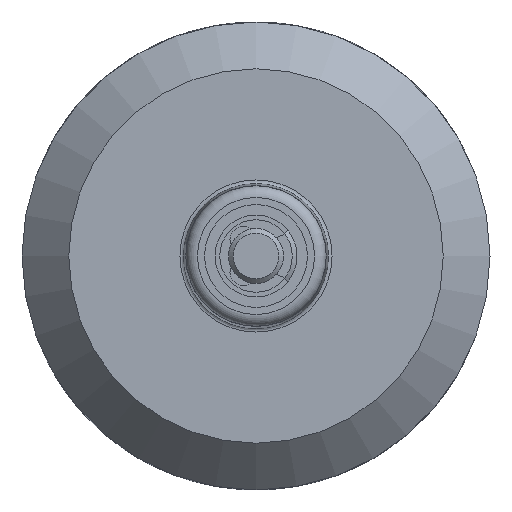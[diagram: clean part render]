
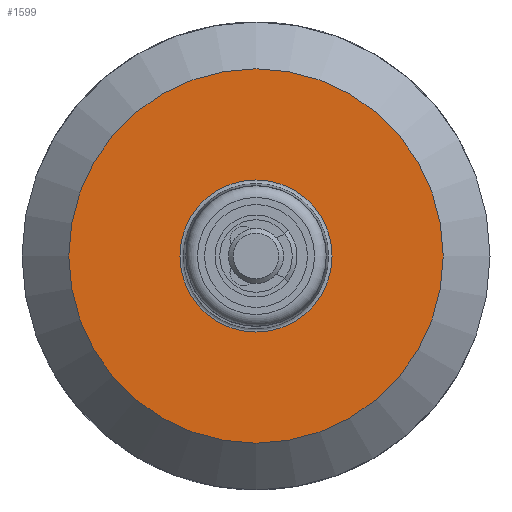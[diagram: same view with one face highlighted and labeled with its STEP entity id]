
A CAD part, left-side view. The second image highlights one B-rep face of the part: STEP entity #1599.
In plain terms, the highlighted planar face has unit normal (-1, 0, 0).
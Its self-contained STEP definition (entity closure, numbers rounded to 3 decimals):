
#1599 = ADVANCED_FACE( '', ( #3338, #3339 ), #3340, .F. );
#3338 = FACE_OUTER_BOUND( '', #6562, .T. );
#3339 = FACE_BOUND( '', #6563, .T. );
#3340 = PLANE( '', #6564 );
#6562 = EDGE_LOOP( '', ( #10465 ) );
#6563 = EDGE_LOOP( '', ( #10466 ) );
#6564 = AXIS2_PLACEMENT_3D( '', #10467, #10468, #10469 );
#10465 = ORIENTED_EDGE( '', *, *, #14387, .T. );
#10466 = ORIENTED_EDGE( '', *, *, #14142, .F. );
#10467 = CARTESIAN_POINT( '', ( -30., 0., 10. ) );
#10468 = DIRECTION( '', ( 1., 0., 0. ) );
#10469 = DIRECTION( '', ( 0., 0., -1. ) );
#14142 = EDGE_CURVE( '', #17424, #17424, #17425, .T. );
#14387 = EDGE_CURVE( '', #17805, #17805, #17806, .F. );
#17424 = VERTEX_POINT( '', #22107 );
#17425 = CIRCLE( '', #22108, 3.25 );
#17805 = VERTEX_POINT( '', #22794 );
#17806 = CIRCLE( '', #22795, 8. );
#22107 = CARTESIAN_POINT( '', ( -30., 0., 3.25 ) );
#22108 = AXIS2_PLACEMENT_3D( '', #26909, #26910, #26911 );
#22794 = CARTESIAN_POINT( '', ( -30., 0., -8. ) );
#22795 = AXIS2_PLACEMENT_3D( '', #27103, #27104, #27105 );
#26909 = CARTESIAN_POINT( '', ( -30., 0., 0. ) );
#26910 = DIRECTION( '', ( -1., 0., 0. ) );
#26911 = DIRECTION( '', ( 0., 0., 1. ) );
#27103 = CARTESIAN_POINT( '', ( -30., 0., 0. ) );
#27104 = DIRECTION( '', ( 1., 0., 0. ) );
#27105 = DIRECTION( '', ( 0., 0., -1. ) );
